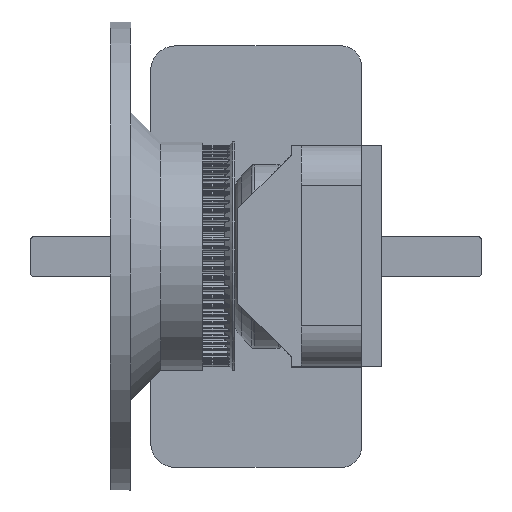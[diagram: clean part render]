
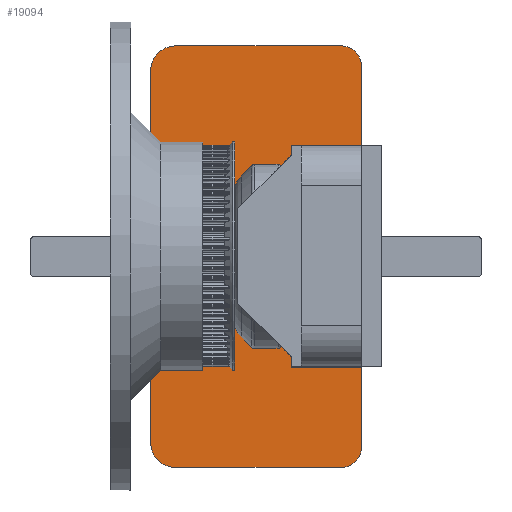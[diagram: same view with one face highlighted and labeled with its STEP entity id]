
A CAD part, top view. The second image highlights one B-rep face of the part: STEP entity #19094.
In plain terms, the highlighted planar face has unit normal (0, 0, 1).
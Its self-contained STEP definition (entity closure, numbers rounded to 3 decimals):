
#768=FACE_BOUND('',#4585,.T.);
#769=FACE_BOUND('',#4586,.T.);
#770=FACE_BOUND('',#4587,.T.);
#771=FACE_BOUND('',#4588,.T.);
#772=FACE_BOUND('',#4589,.T.);
#773=FACE_BOUND('',#4590,.T.);
#774=FACE_BOUND('',#4591,.T.);
#775=FACE_BOUND('',#4592,.T.);
#776=FACE_BOUND('',#4593,.T.);
#777=FACE_BOUND('',#4594,.T.);
#778=FACE_BOUND('',#4595,.T.);
#779=FACE_BOUND('',#4596,.T.);
#2350=CIRCLE('',#21106,12.5);
#2351=CIRCLE('',#21109,12.5);
#2352=CIRCLE('',#21110,10.);
#2353=CIRCLE('',#21111,10.);
#2354=CIRCLE('',#21112,1.4);
#2355=CIRCLE('',#21113,1.4);
#2356=CIRCLE('',#21114,1.4);
#2357=CIRCLE('',#21115,1.4);
#2358=CIRCLE('',#21116,1.4);
#2359=CIRCLE('',#21117,1.4);
#2360=CIRCLE('',#21118,1.4);
#2361=CIRCLE('',#21119,1.4);
#2362=CIRCLE('',#21120,1.4);
#2363=CIRCLE('',#21121,1.4);
#2364=CIRCLE('',#21122,1.4);
#2365=CIRCLE('',#21123,1.4);
#3415=FACE_OUTER_BOUND('',#4584,.T.);
#4584=EDGE_LOOP('',(#17398,#17399,#17400,#17401,#17402,#17403,#17404,#17405));
#4585=EDGE_LOOP('',(#17406));
#4586=EDGE_LOOP('',(#17407));
#4587=EDGE_LOOP('',(#17408));
#4588=EDGE_LOOP('',(#17409));
#4589=EDGE_LOOP('',(#17410));
#4590=EDGE_LOOP('',(#17411));
#4591=EDGE_LOOP('',(#17412));
#4592=EDGE_LOOP('',(#17413));
#4593=EDGE_LOOP('',(#17414));
#4594=EDGE_LOOP('',(#17415));
#4595=EDGE_LOOP('',(#17416));
#4596=EDGE_LOOP('',(#17417));
#5843=LINE('',#35781,#7090);
#5846=LINE('',#35787,#7093);
#5847=LINE('',#35791,#7094);
#5848=LINE('',#35795,#7095);
#7090=VECTOR('',#26260,10.);
#7093=VECTOR('',#26265,10.);
#7094=VECTOR('',#26268,10.);
#7095=VECTOR('',#26271,10.);
#8977=VERTEX_POINT('',#35774);
#8978=VERTEX_POINT('',#35776);
#8979=VERTEX_POINT('',#35780);
#8981=VERTEX_POINT('',#35786);
#8982=VERTEX_POINT('',#35788);
#8983=VERTEX_POINT('',#35790);
#8984=VERTEX_POINT('',#35792);
#8985=VERTEX_POINT('',#35794);
#8986=VERTEX_POINT('',#35797);
#8987=VERTEX_POINT('',#35799);
#8988=VERTEX_POINT('',#35801);
#8989=VERTEX_POINT('',#35803);
#8990=VERTEX_POINT('',#35805);
#8991=VERTEX_POINT('',#35807);
#8992=VERTEX_POINT('',#35809);
#8993=VERTEX_POINT('',#35811);
#8994=VERTEX_POINT('',#35813);
#8995=VERTEX_POINT('',#35815);
#8996=VERTEX_POINT('',#35817);
#8997=VERTEX_POINT('',#35819);
#11796=EDGE_CURVE('',#8977,#8978,#2350,.T.);
#11798=EDGE_CURVE('',#8978,#8979,#5843,.F.);
#11801=EDGE_CURVE('',#8981,#8977,#5846,.T.);
#11802=EDGE_CURVE('',#8982,#8981,#2351,.T.);
#11803=EDGE_CURVE('',#8983,#8982,#5847,.F.);
#11804=EDGE_CURVE('',#8984,#8983,#2352,.T.);
#11805=EDGE_CURVE('',#8985,#8984,#5848,.F.);
#11806=EDGE_CURVE('',#8979,#8985,#2353,.T.);
#11807=EDGE_CURVE('',#8986,#8986,#2354,.T.);
#11808=EDGE_CURVE('',#8987,#8987,#2355,.T.);
#11809=EDGE_CURVE('',#8988,#8988,#2356,.T.);
#11810=EDGE_CURVE('',#8989,#8989,#2357,.T.);
#11811=EDGE_CURVE('',#8990,#8990,#2358,.T.);
#11812=EDGE_CURVE('',#8991,#8991,#2359,.T.);
#11813=EDGE_CURVE('',#8992,#8992,#2360,.T.);
#11814=EDGE_CURVE('',#8993,#8993,#2361,.T.);
#11815=EDGE_CURVE('',#8994,#8994,#2362,.T.);
#11816=EDGE_CURVE('',#8995,#8995,#2363,.T.);
#11817=EDGE_CURVE('',#8996,#8996,#2364,.T.);
#11818=EDGE_CURVE('',#8997,#8997,#2365,.T.);
#17398=ORIENTED_EDGE('',*,*,#11796,.F.);
#17399=ORIENTED_EDGE('',*,*,#11801,.F.);
#17400=ORIENTED_EDGE('',*,*,#11802,.F.);
#17401=ORIENTED_EDGE('',*,*,#11803,.F.);
#17402=ORIENTED_EDGE('',*,*,#11804,.F.);
#17403=ORIENTED_EDGE('',*,*,#11805,.F.);
#17404=ORIENTED_EDGE('',*,*,#11806,.F.);
#17405=ORIENTED_EDGE('',*,*,#11798,.F.);
#17406=ORIENTED_EDGE('',*,*,#11807,.T.);
#17407=ORIENTED_EDGE('',*,*,#11808,.T.);
#17408=ORIENTED_EDGE('',*,*,#11809,.T.);
#17409=ORIENTED_EDGE('',*,*,#11810,.T.);
#17410=ORIENTED_EDGE('',*,*,#11811,.T.);
#17411=ORIENTED_EDGE('',*,*,#11812,.T.);
#17412=ORIENTED_EDGE('',*,*,#11813,.T.);
#17413=ORIENTED_EDGE('',*,*,#11814,.T.);
#17414=ORIENTED_EDGE('',*,*,#11815,.T.);
#17415=ORIENTED_EDGE('',*,*,#11816,.T.);
#17416=ORIENTED_EDGE('',*,*,#11817,.T.);
#17417=ORIENTED_EDGE('',*,*,#11818,.T.);
#18114=PLANE('',#21108);
#19094=ADVANCED_FACE('',(#3415,#768,#769,#770,#771,#772,#773,#774,#775,
#776,#777,#778,#779),#18114,.F.);
#21106=AXIS2_PLACEMENT_3D('',#35777,#26255,#26256);
#21108=AXIS2_PLACEMENT_3D('',#35785,#26263,#26264);
#21109=AXIS2_PLACEMENT_3D('',#35789,#26266,#26267);
#21110=AXIS2_PLACEMENT_3D('',#35793,#26269,#26270);
#21111=AXIS2_PLACEMENT_3D('',#35796,#26272,#26273);
#21112=AXIS2_PLACEMENT_3D('',#35798,#26274,#26275);
#21113=AXIS2_PLACEMENT_3D('',#35800,#26276,#26277);
#21114=AXIS2_PLACEMENT_3D('',#35802,#26278,#26279);
#21115=AXIS2_PLACEMENT_3D('',#35804,#26280,#26281);
#21116=AXIS2_PLACEMENT_3D('',#35806,#26282,#26283);
#21117=AXIS2_PLACEMENT_3D('',#35808,#26284,#26285);
#21118=AXIS2_PLACEMENT_3D('',#35810,#26286,#26287);
#21119=AXIS2_PLACEMENT_3D('',#35812,#26288,#26289);
#21120=AXIS2_PLACEMENT_3D('',#35814,#26290,#26291);
#21121=AXIS2_PLACEMENT_3D('',#35816,#26292,#26293);
#21122=AXIS2_PLACEMENT_3D('',#35818,#26294,#26295);
#21123=AXIS2_PLACEMENT_3D('',#35820,#26296,#26297);
#26255=DIRECTION('center_axis',(0.,0.,
-1.));
#26256=DIRECTION('ref_axis',(-0.707,0.707,0.));
#26260=DIRECTION('',(-1.,0.,0.));
#26263=DIRECTION('center_axis',(0.,0.,
-1.));
#26264=DIRECTION('ref_axis',(1.,0.,0.));
#26265=DIRECTION('',(0.,1.,0.));
#26266=DIRECTION('center_axis',(0.,0.,
-1.));
#26267=DIRECTION('ref_axis',(-0.707,-0.707,0.));
#26268=DIRECTION('',(1.,0.,0.));
#26269=DIRECTION('center_axis',(0.,0.,
-1.));
#26270=DIRECTION('ref_axis',(0.707,-0.707,0.));
#26271=DIRECTION('',(0.,1.,0.));
#26272=DIRECTION('center_axis',(0.,0.,
-1.));
#26273=DIRECTION('ref_axis',(0.707,0.707,0.));
#26274=DIRECTION('center_axis',(0.,0.,
-1.));
#26275=DIRECTION('ref_axis',(1.,0.,0.));
#26276=DIRECTION('center_axis',(0.,0.,
-1.));
#26277=DIRECTION('ref_axis',(1.,0.,0.));
#26278=DIRECTION('center_axis',(0.,0.,
-1.));
#26279=DIRECTION('ref_axis',(1.,0.,0.));
#26280=DIRECTION('center_axis',(0.,0.,
-1.));
#26281=DIRECTION('ref_axis',(1.,0.,0.));
#26282=DIRECTION('center_axis',(0.,0.,
-1.));
#26283=DIRECTION('ref_axis',(1.,0.,0.));
#26284=DIRECTION('center_axis',(0.,0.,
-1.));
#26285=DIRECTION('ref_axis',(1.,0.,0.));
#26286=DIRECTION('center_axis',(0.,0.,
-1.));
#26287=DIRECTION('ref_axis',(1.,0.,0.));
#26288=DIRECTION('center_axis',(0.,0.,
-1.));
#26289=DIRECTION('ref_axis',(1.,0.,0.));
#26290=DIRECTION('center_axis',(0.,0.,
-1.));
#26291=DIRECTION('ref_axis',(1.,0.,0.));
#26292=DIRECTION('center_axis',(0.,0.,
-1.));
#26293=DIRECTION('ref_axis',(1.,0.,0.));
#26294=DIRECTION('center_axis',(0.,0.,
-1.));
#26295=DIRECTION('ref_axis',(1.,0.,0.));
#26296=DIRECTION('center_axis',(0.,0.,
-1.));
#26297=DIRECTION('ref_axis',(1.,0.,0.));
#35774=CARTESIAN_POINT('',(-130.,77.5,-180.584));
#35776=CARTESIAN_POINT('',(-117.5,90.,-180.584));
#35777=CARTESIAN_POINT('Origin',(-117.5,77.5,-180.584));
#35780=CARTESIAN_POINT('',(-35.016,90.,-180.584));
#35781=CARTESIAN_POINT('',(-102.5,90.,-180.584));
#35785=CARTESIAN_POINT('Origin',(-75.,-15.,-180.584));
#35786=CARTESIAN_POINT('',(-130.,-107.5,-180.584));
#35787=CARTESIAN_POINT('',(-130.,-70.,-180.584));
#35788=CARTESIAN_POINT('',(-117.5,-120.,-180.584));
#35789=CARTESIAN_POINT('Origin',(-117.5,-107.5,-180.584));
#35790=CARTESIAN_POINT('',(-35.016,-120.,-180.584));
#35791=CARTESIAN_POINT('',(-47.5,-120.,-180.584));
#35792=CARTESIAN_POINT('',(-25.016,-110.,-180.584));
#35793=CARTESIAN_POINT('Origin',(-35.016,-110.,-180.584));
#35794=CARTESIAN_POINT('',(-25.016,80.,-180.584));
#35795=CARTESIAN_POINT('',(-25.016,12.5,-180.584));
#35796=CARTESIAN_POINT('Origin',(-35.016,80.,-180.584));
#35797=CARTESIAN_POINT('',(-124.166,-32.5,-180.584));
#35798=CARTESIAN_POINT('Origin',(-122.766,-32.5,-180.584));
#35799=CARTESIAN_POINT('',(-51.4,-65.,-180.584));
#35800=CARTESIAN_POINT('Origin',(-50.,-65.,-180.584));
#35801=CARTESIAN_POINT('',(-31.4,24.974,-180.584));
#35802=CARTESIAN_POINT('Origin',(-30.,24.974,-180.584));
#35803=CARTESIAN_POINT('',(-51.432,24.974,-180.584));
#35804=CARTESIAN_POINT('Origin',(-50.032,24.974,-180.584));
#35805=CARTESIAN_POINT('',(-31.4,-65.,-180.584));
#35806=CARTESIAN_POINT('Origin',(-30.,-65.,-180.584));
#35807=CARTESIAN_POINT('',(-124.166,2.5,-180.584));
#35808=CARTESIAN_POINT('Origin',(-122.766,2.5,-180.584));
#35809=CARTESIAN_POINT('',(-104.166,-32.5,-180.584));
#35810=CARTESIAN_POINT('Origin',(-102.766,-32.5,-180.584));
#35811=CARTESIAN_POINT('',(-51.4,-55.,-180.584));
#35812=CARTESIAN_POINT('Origin',(-50.,-55.,-180.584));
#35813=CARTESIAN_POINT('',(-31.4,35.,-180.584));
#35814=CARTESIAN_POINT('Origin',(-30.,35.,-180.584));
#35815=CARTESIAN_POINT('',(-51.432,35.,-180.584));
#35816=CARTESIAN_POINT('Origin',(-50.032,35.,-180.584));
#35817=CARTESIAN_POINT('',(-31.4,-55.,-180.584));
#35818=CARTESIAN_POINT('Origin',(-30.,-55.,-180.584));
#35819=CARTESIAN_POINT('',(-104.166,2.5,-180.584));
#35820=CARTESIAN_POINT('Origin',(-102.766,2.5,-180.584));
